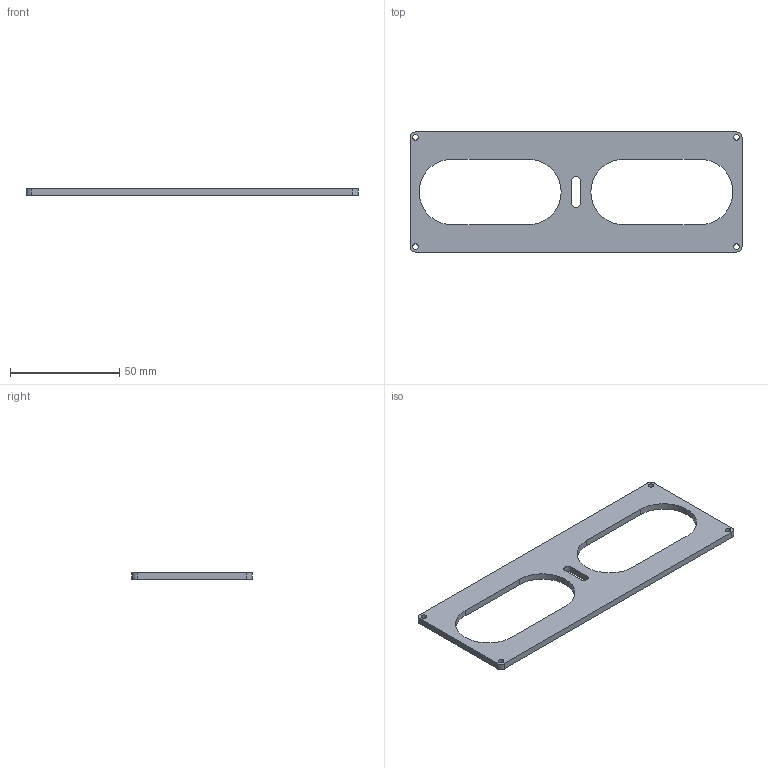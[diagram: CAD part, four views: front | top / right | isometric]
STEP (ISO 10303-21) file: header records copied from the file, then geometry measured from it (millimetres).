
FILE_DESCRIPTION(('FreeCAD Model'),'2;1');
FILE_NAME('Open CASCADE Shape Model','2023-10-28T00:43:06',('Author'),( ''),'Open CASCADE STEP processor 7.5','FreeCAD','Unknown');
FILE_SCHEMA(('AUTOMOTIVE_DESIGN { 1 0 10303 214 1 1 1 1 }'));
Length unit declared in the file: millimetre
Products named in the file (2): Panel; Body
Assembly tree (1 placements, depth 2):
  Panel
    Body
Bounding box: 152 x 55 x 3 mm (x, y, z)
Volume: 14301.3 mm3; surface area: 11944.6 mm2
Topology: 1 solids, 1 shells, 26 faces, 72 edges, 48 vertices
Faces by surface type: cylinder 14, plane 12
Full cylindrical faces by diameter (mm): 2.6 x4
Entity records: 1932 total; most frequent: CARTESIAN_POINT 460, DIRECTION 272, LINE 160, VECTOR 160, ORIENTED_EDGE 144, PCURVE 144, DEFINITIONAL_REPRESENTATION 144, EDGE_CURVE 72
